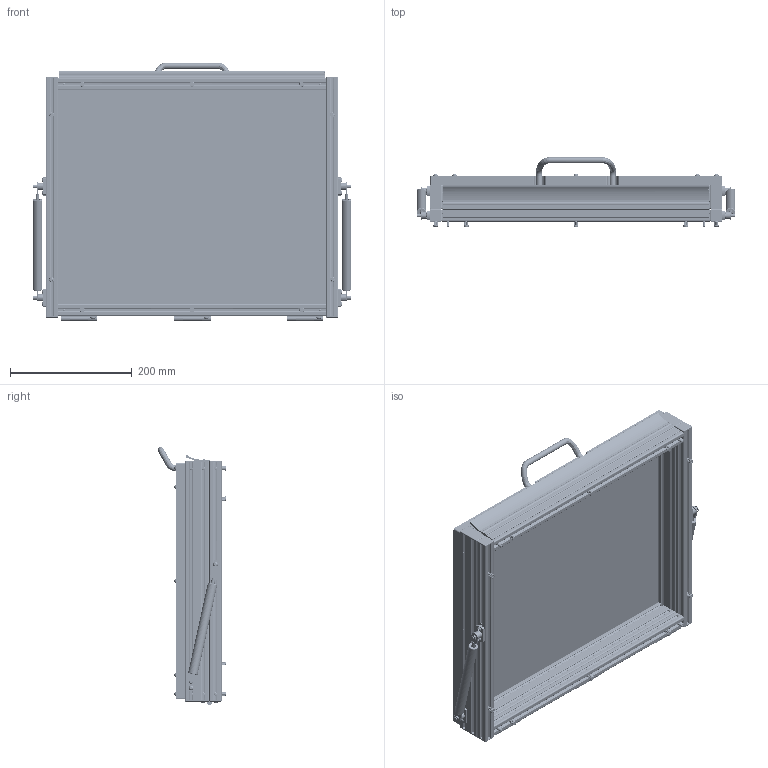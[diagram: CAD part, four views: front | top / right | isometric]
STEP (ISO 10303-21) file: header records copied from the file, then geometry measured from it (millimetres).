
FILE_DESCRIPTION (( 'STEP AP214' ), '1' );
FILE_NAME ('INGUN_32224.STEP', '2024-10-07T13:46:27', ( '' ), ( '' ), 'SwSTEP 2.0', 'SolidWorks 2021', '' );
FILE_SCHEMA (( 'AUTOMOTIVE_DESIGN' ));
Length unit declared in the file: millimetre
Products named in the file (42): Gewindebuchse~n_M04-07,5 geschlossen; DIN912~n_M05,0x040; 15333~0; 2501~0_flexibel<Standard>; 9289-1~0; 31366~0; 25285~2; DIN912~n_M04,0x020; ISO7380~n_M05,0x008; DIN6325~n_04,0m6x030; 31368~0; 31364~3; 9523~0; 31367~0; ISO7380~n_M04,0x020; 9289-2~0; 13372~1; 8577~1; 31369~1; Scharnier~0_Teil2; 9289~0; 31365~2_S; DIN6325~n_04,0m6x020; 13373~0; DIN_6799_-_A2~n_d 5; 2501_2~0; 3381~0; 2501_1~0; INGUN_32224; 31443~1; DIN912~n_M05,0x020; DIN125~n_04,3 M04,0; Gewindebuchse~n_M05-08,0 offen; ISO7380~n_M04,0x008; ISO7380~n_M04,0x010; 35151~0_S; Scharnier~0_Teil1; 12849~0; Stift_zu_Scharnier_13372~0; 31495~0 ...
Assembly tree (131 placements, depth 5):
  INGUN_32224
    31364~3
      31366~0  x2
      31365~2_S
        31443~1
      31367~0  x2
      31369~1
      31495~0  x2
      12849~0  x3
        13372~1
          Scharnier~0_Teil1
          Scharnier~0_Teil2
          Stift_zu_Scharnier_13372~0
        DIN125~n_04,3 M04,0
        ISO7380~n_M04,0x008
        13373~0
      31368~0
      8577~1
      25285~2  x4
      3381~0  x8
      DIN_6799_-_A2~n_d 5  x4
      2501~0_flexibel<Standard>
        2501_1~0
        2501_2~0
      2501~0_flexibel<Standard>
        2501_1~0
        2501_2~0
      35151~0_S
      9289~0  x10
        9289-1~0
        9289-2~0
      9523~0  x4
      3376~0  x4
      ISO7380~n_M04,0x010  x8
      DIN912~n_M05,0x040  x2
      ISO7380~n_M05,0x008  x2
    15333~0
    ISO7380~n_M04,0x020  x12
    3381~0  x12
    DIN6325~n_04,0m6x030  x2
    DIN6325~n_04,0m6x020  x4
    DIN912~n_M04,0x020  x6
    Gewindebuchse~n_M04-07,5 geschlossen  x6
    DIN912~n_M05,0x020  x4
    Gewindebuchse~n_M05-08,0 offen  x4
Bounding box: 522.5 x 113 x 423.1 mm (x, y, z)
Volume: 3864369.2 mm3; surface area: 1369542.4 mm2
Topology: 149 solids, 149 shells, 6373 faces, 16451 edges, 10650 vertices
Faces by surface type: plane 3521, cylinder 2214, cone 224, bspline 200, torus 150, sphere 64
Entity records: 73765 total; most frequent: CARTESIAN_POINT 20781, ORIENTED_EDGE 10704, DIRECTION 10601, EDGE_CURVE 5352, AXIS2_PLACEMENT_3D 3769, VERTEX_POINT 3488, LINE 3063, VECTOR 3063
